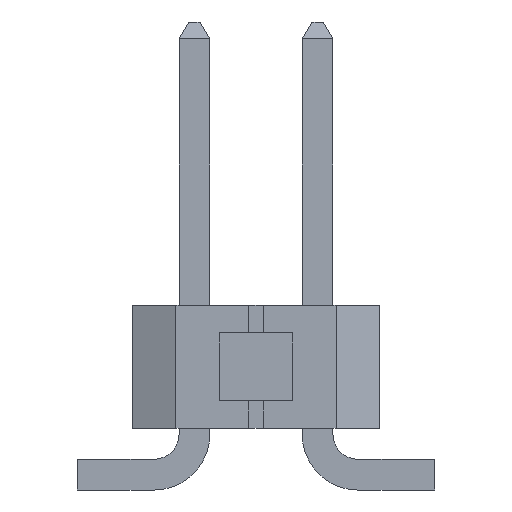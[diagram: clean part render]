
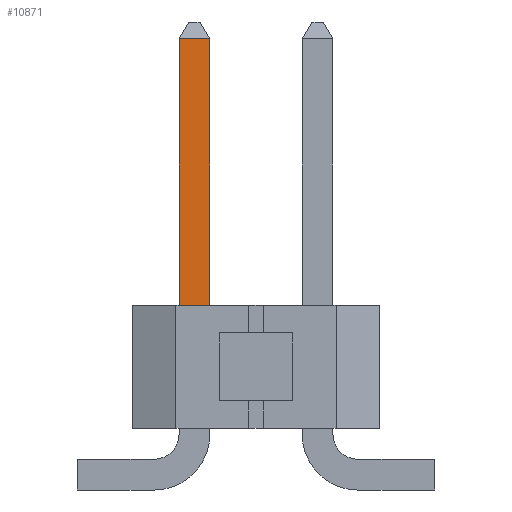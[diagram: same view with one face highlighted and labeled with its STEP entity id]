
A CAD part, left-side view. The second image highlights one B-rep face of the part: STEP entity #10871.
In plain terms, the highlighted planar face has unit normal (-1, 0, 0).
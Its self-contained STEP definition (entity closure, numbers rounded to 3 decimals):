
#215 = LINE ( 'NONE', #11675, #995 ) ;
#282 = EDGE_LOOP ( 'NONE', ( #2396, #9552, #939, #11125 ) ) ;
#939 = ORIENTED_EDGE ( 'NONE', *, *, #1673, .F. ) ;
#995 = VECTOR ( 'NONE', #15121, 1000. ) ;
#1438 = CARTESIAN_POINT ( 'NONE',  ( -7.938, 0.953, 3.81 ) ) ;
#1673 = EDGE_CURVE ( 'NONE', #15221, #2201, #12046, .T. ) ;
#1756 = CARTESIAN_POINT ( 'NONE',  ( -7.938, 1.588, 3.81 ) ) ;
#2201 = VERTEX_POINT ( 'NONE', #3249 ) ;
#2396 = ORIENTED_EDGE ( 'NONE', *, *, #18936, .F. ) ;
#2560 = VERTEX_POINT ( 'NONE', #20018 ) ;
#2652 = FACE_OUTER_BOUND ( 'NONE', #282, .T. ) ;
#3249 = CARTESIAN_POINT ( 'NONE',  ( -7.938, 1.588, 9.304 ) ) ;
#4913 = LINE ( 'NONE', #21382, #18017 ) ;
#5703 = PLANE ( 'NONE',  #13199 ) ;
#6913 = CARTESIAN_POINT ( 'NONE',  ( -7.938, 1.588, 9.65 ) ) ;
#7984 = LINE ( 'NONE', #11560, #13386 ) ;
#9552 = ORIENTED_EDGE ( 'NONE', *, *, #20608, .T. ) ;
#10154 = VECTOR ( 'NONE', #10502, 1000. ) ;
#10272 = CARTESIAN_POINT ( 'NONE',  ( -7.938, 2.098, 1.145 ) ) ;
#10502 = DIRECTION ( 'NONE',  ( 0., 0., 1. ) ) ;
#10871 = ADVANCED_FACE ( 'NONE', ( #2652 ), #5703, .F. ) ;
#11094 = DIRECTION ( 'NONE',  ( 0., 1., 0. ) ) ;
#11125 = ORIENTED_EDGE ( 'NONE', *, *, #19608, .F. ) ;
#11560 = CARTESIAN_POINT ( 'NONE',  ( -7.938, 0.953, 1.145 ) ) ;
#11675 = CARTESIAN_POINT ( 'NONE',  ( -7.938, 0., 3.81 ) ) ;
#12015 = DIRECTION ( 'NONE',  ( 1., 0., 0. ) ) ;
#12046 = LINE ( 'NONE', #6913, #10154 ) ;
#13199 = AXIS2_PLACEMENT_3D ( 'NONE', #10272, #12015, #14198 ) ;
#13386 = VECTOR ( 'NONE', #16782, 1000. ) ;
#14198 = DIRECTION ( 'NONE',  ( 0., 0., -1. ) ) ;
#15121 = DIRECTION ( 'NONE',  ( 0., 1., 0. ) ) ;
#15221 = VERTEX_POINT ( 'NONE', #1756 ) ;
#16675 = VERTEX_POINT ( 'NONE', #1438 ) ;
#16782 = DIRECTION ( 'NONE',  ( 0., 0., -1. ) ) ;
#18017 = VECTOR ( 'NONE', #11094, 1000. ) ;
#18936 = EDGE_CURVE ( 'NONE', #2560, #16675, #7984, .T. ) ;
#19608 = EDGE_CURVE ( 'NONE', #16675, #15221, #215, .T. ) ;
#20018 = CARTESIAN_POINT ( 'NONE',  ( -7.938, 0.953, 9.304 ) ) ;
#20608 = EDGE_CURVE ( 'NONE', #2560, #2201, #4913, .T. ) ;
#21382 = CARTESIAN_POINT ( 'NONE',  ( -7.938, 2.098, 9.304 ) ) ;
